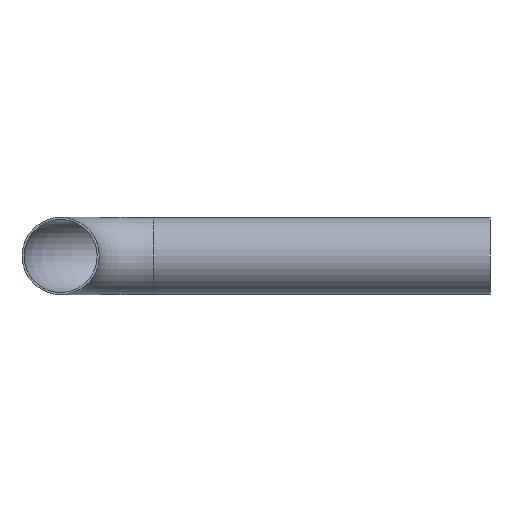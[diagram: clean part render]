
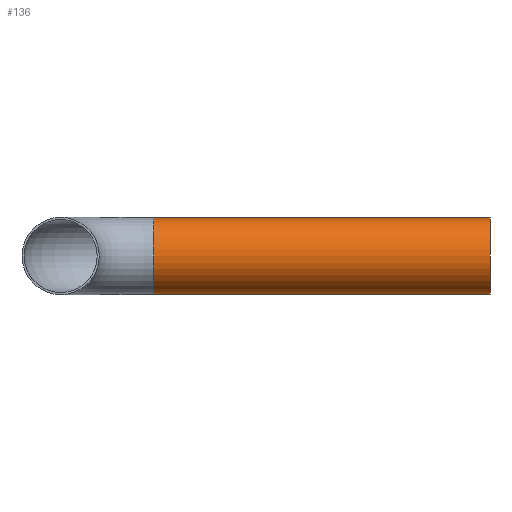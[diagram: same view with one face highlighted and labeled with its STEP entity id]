
A CAD part, front view. The second image highlights one B-rep face of the part: STEP entity #136.
In plain terms, the highlighted cylindrical face has radius 27 mm (diameter 54 mm), a full revolution.
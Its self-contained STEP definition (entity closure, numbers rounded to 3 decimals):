
#26=FACE_OUTER_BOUND('',#34,.T.);
#34=EDGE_LOOP('',(#118,#119,#120,#121,#122));
#42=LINE('',#266,#46);
#46=VECTOR('',#224,27.);
#58=CIRCLE('',#175,27.);
#59=CIRCLE('',#176,27.);
#60=CIRCLE('',#178,27.);
#70=VERTEX_POINT('',#259);
#71=VERTEX_POINT('',#261);
#72=VERTEX_POINT('',#265);
#87=EDGE_CURVE('',#70,#71,#58,.T.);
#88=EDGE_CURVE('',#71,#70,#59,.T.);
#89=EDGE_CURVE('',#71,#72,#42,.T.);
#90=EDGE_CURVE('',#72,#72,#60,.T.);
#118=ORIENTED_EDGE('',*,*,#88,.F.);
#119=ORIENTED_EDGE('',*,*,#89,.T.);
#120=ORIENTED_EDGE('',*,*,#90,.T.);
#121=ORIENTED_EDGE('',*,*,#89,.F.);
#122=ORIENTED_EDGE('',*,*,#87,.F.);
#130=CYLINDRICAL_SURFACE('',#177,27.);
#136=ADVANCED_FACE('',(#26),#130,.T.);
#175=AXIS2_PLACEMENT_3D('',#262,#218,#219);
#176=AXIS2_PLACEMENT_3D('',#263,#220,#221);
#177=AXIS2_PLACEMENT_3D('',#264,#222,#223);
#178=AXIS2_PLACEMENT_3D('',#267,#225,#226);
#218=DIRECTION('center_axis',(-1.,0.,0.));
#219=DIRECTION('ref_axis',(0.,-1.,0.));
#220=DIRECTION('center_axis',(-1.,0.,0.));
#221=DIRECTION('ref_axis',(0.,-1.,0.));
#222=DIRECTION('center_axis',(-1.,0.,0.));
#223=DIRECTION('ref_axis',(0.,-1.,0.));
#224=DIRECTION('',(1.,0.,0.));
#225=DIRECTION('center_axis',(-1.,0.,0.));
#226=DIRECTION('ref_axis',(0.,-1.,0.));
#259=CARTESIAN_POINT('',(-235.,-27.,0.));
#261=CARTESIAN_POINT('',(-235.,27.,0.));
#262=CARTESIAN_POINT('Origin',(-235.,0.,0.));
#263=CARTESIAN_POINT('Origin',(-235.,0.,0.));
#264=CARTESIAN_POINT('Origin',(0.,0.,0.));
#265=CARTESIAN_POINT('',(0.,27.,0.));
#266=CARTESIAN_POINT('',(0.,27.,0.));
#267=CARTESIAN_POINT('Origin',(0.,0.,0.));
